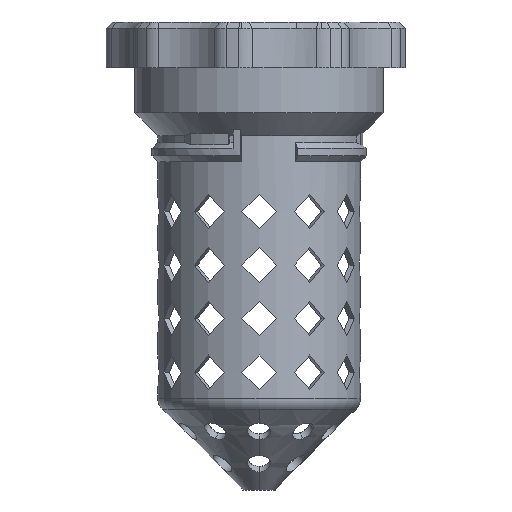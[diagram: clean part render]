
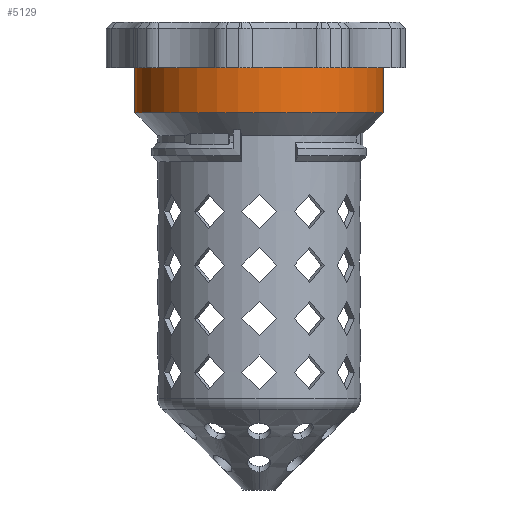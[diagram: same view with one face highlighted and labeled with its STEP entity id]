
A CAD part, left-side view. The second image highlights one B-rep face of the part: STEP entity #5129.
In plain terms, the highlighted cylindrical face has radius 32.5 mm (diameter 65 mm), a partial arc.
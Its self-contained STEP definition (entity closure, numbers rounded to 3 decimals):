
#212 = DIRECTION ( 'NONE',  ( 0., 1., 0. ) ) ;
#728 = EDGE_CURVE ( 'NONE', #13530, #7288, #6841, .T. ) ;
#1230 = CARTESIAN_POINT ( 'NONE',  ( 0., -32.5, 30.5 ) ) ;
#1231 = LINE ( 'NONE', #4044, #13716 ) ;
#1300 = CARTESIAN_POINT ( 'NONE',  ( 0., 0., 30.5 ) ) ;
#1501 = DIRECTION ( 'NONE',  ( 0., 1., 0. ) ) ;
#2400 = CARTESIAN_POINT ( 'NONE',  ( 0., 0., 11.3 ) ) ;
#3835 = ORIENTED_EDGE ( 'NONE', *, *, #8450, .T. ) ;
#4044 = CARTESIAN_POINT ( 'NONE',  ( 0., -32.5, 0. ) ) ;
#4123 = DIRECTION ( 'NONE',  ( 0., 0., -1. ) ) ;
#4590 = CARTESIAN_POINT ( 'NONE',  ( 0., 32.5, 11.3 ) ) ;
#4635 = CIRCLE ( 'NONE', #15443, 32.5 ) ;
#5059 = VERTEX_POINT ( 'NONE', #1230 ) ;
#5129 = ADVANCED_FACE ( 'NONE', ( #8555 ), #10252, .T. ) ;
#5365 = CIRCLE ( 'NONE', #10423, 32.5 ) ;
#5646 = EDGE_CURVE ( 'NONE', #11476, #7288, #5365, .T. ) ;
#6841 = LINE ( 'NONE', #11558, #9391 ) ;
#7288 = VERTEX_POINT ( 'NONE', #4590 ) ;
#7461 = DIRECTION ( 'NONE',  ( 0., 0., -1. ) ) ;
#8110 = DIRECTION ( 'NONE',  ( 0., 0., -1. ) ) ;
#8450 = EDGE_CURVE ( 'NONE', #5059, #13530, #4635, .T. ) ;
#8555 = FACE_OUTER_BOUND ( 'NONE', #14250, .T. ) ;
#9349 = EDGE_CURVE ( 'NONE', #5059, #11476, #1231, .T. ) ;
#9391 = VECTOR ( 'NONE', #7461, 1000. ) ;
#9631 = CARTESIAN_POINT ( 'NONE',  ( 0., 0., 0. ) ) ;
#10123 = CARTESIAN_POINT ( 'NONE',  ( 0., -32.5, 11.3 ) ) ;
#10252 = CYLINDRICAL_SURFACE ( 'NONE', #17224, 32.5 ) ;
#10423 = AXIS2_PLACEMENT_3D ( 'NONE', #2400, #14544, #17268 ) ;
#11476 = VERTEX_POINT ( 'NONE', #10123 ) ;
#11558 = CARTESIAN_POINT ( 'NONE',  ( 0., 32.5, 0. ) ) ;
#13530 = VERTEX_POINT ( 'NONE', #14887 ) ;
#13716 = VECTOR ( 'NONE', #16261, 1000. ) ;
#13811 = ORIENTED_EDGE ( 'NONE', *, *, #5646, .F. ) ;
#14250 = EDGE_LOOP ( 'NONE', ( #16489, #3835, #16597, #13811 ) ) ;
#14544 = DIRECTION ( 'NONE',  ( 0., 0., -1. ) ) ;
#14887 = CARTESIAN_POINT ( 'NONE',  ( 0., 32.5, 30.5 ) ) ;
#15443 = AXIS2_PLACEMENT_3D ( 'NONE', #1300, #8110, #212 ) ;
#16261 = DIRECTION ( 'NONE',  ( 0., 0., -1. ) ) ;
#16489 = ORIENTED_EDGE ( 'NONE', *, *, #9349, .F. ) ;
#16597 = ORIENTED_EDGE ( 'NONE', *, *, #728, .T. ) ;
#17224 = AXIS2_PLACEMENT_3D ( 'NONE', #9631, #4123, #1501 ) ;
#17268 = DIRECTION ( 'NONE',  ( 0., 1., 0. ) ) ;
